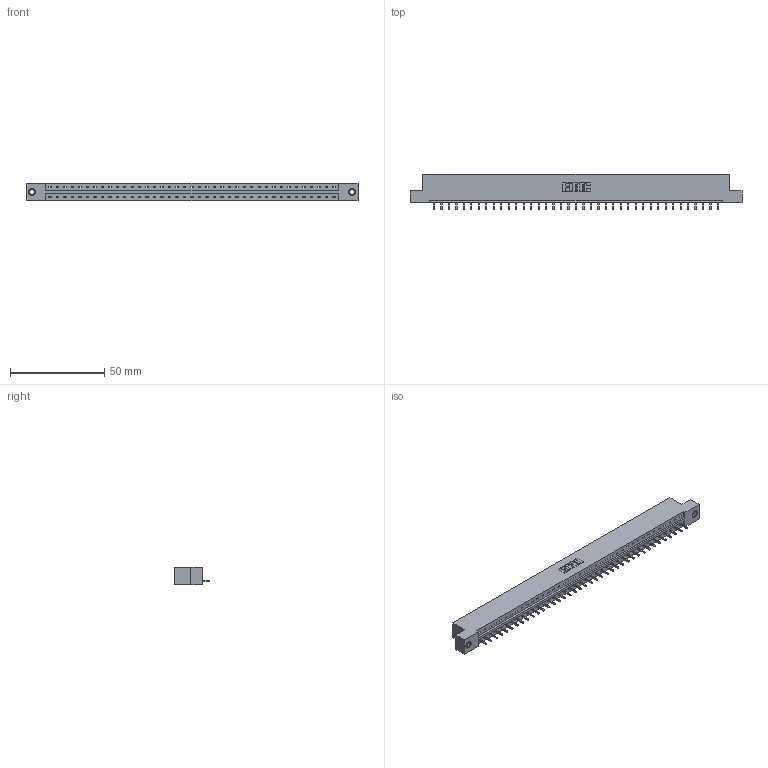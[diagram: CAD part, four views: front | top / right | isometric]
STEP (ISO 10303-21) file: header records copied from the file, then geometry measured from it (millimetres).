
FILE_DESCRIPTION (( 'STEP AP203' ), '1' );
FILE_NAME ('833-039-521-107.STEP', '2020-06-03T14:25:37', ( '' ), ( '' ), 'SwSTEP 2.0', 'SolidWorks 2020', '' );
FILE_SCHEMA (( 'CONFIG_CONTROL_DESIGN' ));
Length unit declared in the file: inch
Products named in the file (4): 833 Part_Flush - .156 Dia - TI; 345-250-001_345-250-005-103; 345-292-001_345-293-121; 833-039-521-107
Assembly tree (42 placements, depth 2):
  833-039-521-107
    833 Part_Flush - .156 Dia - TI
    345-292-001_345-293-121  x39
    345-250-001_345-250-005-103  x2
Bounding box: 176.07 x 19.06 x 9.4 mm (x, y, z)
Volume: 17567.6 mm3; surface area: 18565.6 mm2
Topology: 42 solids, 42 shells, 2436 faces, 7311 edges, 4814 vertices
Faces by surface type: plane 1740, cylinder 680, cone 12, torus 4
Entity records: 25434 total; most frequent: CARTESIAN_POINT 4370, ORIENTED_EDGE 4338, DIRECTION 3725, EDGE_CURVE 2169, VECTOR 2021, LINE 2021, VERTEX_POINT 1440, AXIS2_PLACEMENT_3D 852
